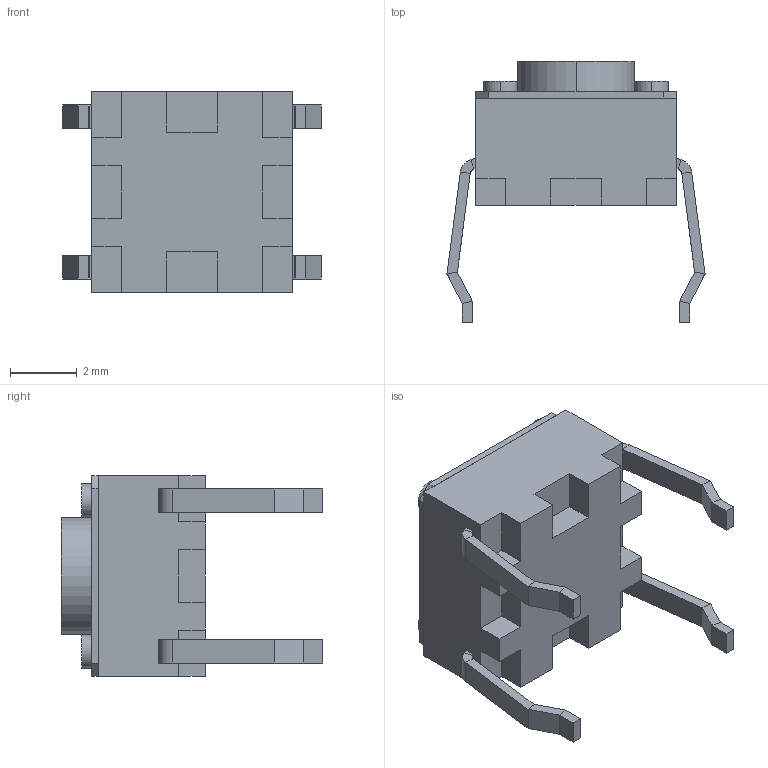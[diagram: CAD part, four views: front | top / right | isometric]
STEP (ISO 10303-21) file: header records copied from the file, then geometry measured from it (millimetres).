
FILE_DESCRIPTION (( 'STEP AP214' ), '1' );
FILE_NAME ('Push.STEP', '2020-05-31T05:00:23', ( '' ), ( '' ), 'SwSTEP 2.0', 'SolidWorks 2015', '' );
FILE_SCHEMA (( 'AUTOMOTIVE_DESIGN' ));
Length unit declared in the file: millimetre
Products named in the file (1): Push
Bounding box: 7.71 x 7.8 x 6 mm (x, y, z)
Volume: 127.1 mm3; surface area: 285.6 mm2
Topology: 2 solids, 2 shells, 143 faces, 326 edges, 196 vertices
Faces by surface type: plane 125, cylinder 18
Entity records: 5016 total; most frequent: CARTESIAN_POINT 666, ORIENTED_EDGE 652, DIRECTION 650, EDGE_CURVE 326, LINE 290, VECTOR 290, VERTEX_POINT 196, AXIS2_PLACEMENT_3D 180
